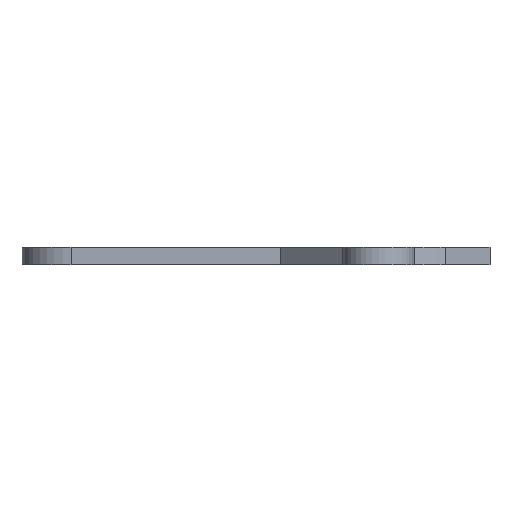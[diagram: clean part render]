
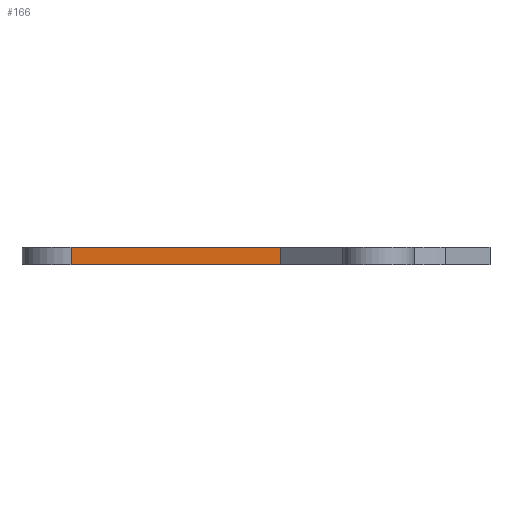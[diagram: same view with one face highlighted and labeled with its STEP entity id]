
A CAD part, front view. The second image highlights one B-rep face of the part: STEP entity #166.
In plain terms, the highlighted planar face has unit normal (0, -1, 0).
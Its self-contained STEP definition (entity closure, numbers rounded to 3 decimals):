
#145 = EDGE_CURVE ( 'NONE', #205, #211, #466, .T. ) ;
#152 = EDGE_CURVE ( 'NONE', #211, #208, #518, .T. ) ;
#153 = ORIENTED_EDGE ( 'NONE', *, *, #177, .F. ) ;
#166 = ADVANCED_FACE ( 'NONE', ( #497 ), #559, .T. ) ;
#167 = EDGE_LOOP ( 'NONE', ( #153, #178, #181, #279 ) ) ;
#177 = EDGE_CURVE ( 'NONE', #180, #208, #532, .T. ) ;
#178 = ORIENTED_EDGE ( 'NONE', *, *, #179, .F. ) ;
#179 = EDGE_CURVE ( 'NONE', #205, #180, #528, .T. ) ;
#180 = VERTEX_POINT ( 'NONE', #587 ) ;
#181 = ORIENTED_EDGE ( 'NONE', *, *, #145, .T. ) ;
#205 = VERTEX_POINT ( 'NONE', #612 ) ;
#208 = VERTEX_POINT ( 'NONE', #611 ) ;
#211 = VERTEX_POINT ( 'NONE', #606 ) ;
#279 = ORIENTED_EDGE ( 'NONE', *, *, #152, .T. ) ;
#463 = DIRECTION ( 'NONE',  ( 1., 0., 0. ) ) ;
#464 = VECTOR ( 'NONE', #463, 1000. ) ;
#465 = CARTESIAN_POINT ( 'NONE',  ( -69., -11., -4. ) ) ;
#466 = LINE ( 'NONE', #465, #464 ) ;
#497 = FACE_OUTER_BOUND ( 'NONE', #167, .T. ) ;
#515 = DIRECTION ( 'NONE',  ( 0., 0., 1. ) ) ;
#516 = VECTOR ( 'NONE', #515, 1000. ) ;
#517 = CARTESIAN_POINT ( 'NONE',  ( -22., -11., -4. ) ) ;
#518 = LINE ( 'NONE', #517, #516 ) ;
#528 = LINE ( 'NONE', #590, #589 ) ;
#529 = DIRECTION ( 'NONE',  ( 1., 0., 0. ) ) ;
#530 = VECTOR ( 'NONE', #529, 1000. ) ;
#531 = CARTESIAN_POINT ( 'NONE',  ( -69., -11., 0. ) ) ;
#532 = LINE ( 'NONE', #531, #530 ) ;
#555 = DIRECTION ( 'NONE',  ( 1., 0., 0. ) ) ;
#556 = DIRECTION ( 'NONE',  ( 0., -1., 0. ) ) ;
#557 = CARTESIAN_POINT ( 'NONE',  ( -69., -11., -4. ) ) ;
#558 = AXIS2_PLACEMENT_3D ( 'NONE', #557, #556, #555 ) ;
#559 = PLANE ( 'NONE',  #558 ) ;
#587 = CARTESIAN_POINT ( 'NONE',  ( -69., -11., 0. ) ) ;
#588 = DIRECTION ( 'NONE',  ( 0., 0., 1. ) ) ;
#589 = VECTOR ( 'NONE', #588, 1000. ) ;
#590 = CARTESIAN_POINT ( 'NONE',  ( -69., -11., -4. ) ) ;
#606 = CARTESIAN_POINT ( 'NONE',  ( -22., -11., -4. ) ) ;
#611 = CARTESIAN_POINT ( 'NONE',  ( -22., -11., 0. ) ) ;
#612 = CARTESIAN_POINT ( 'NONE',  ( -69., -11., -4. ) ) ;
